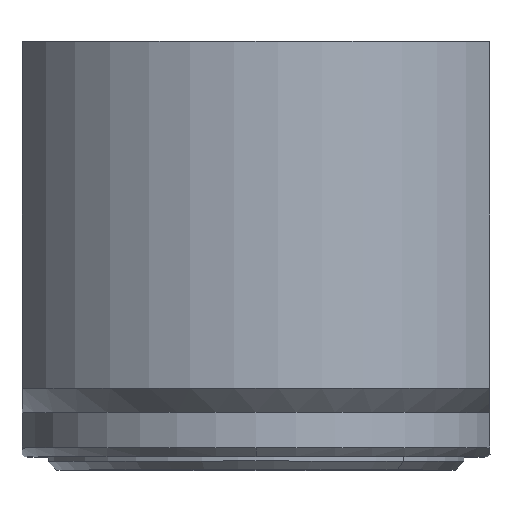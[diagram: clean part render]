
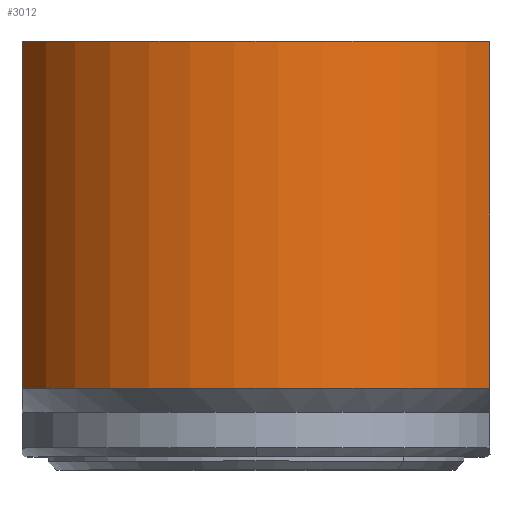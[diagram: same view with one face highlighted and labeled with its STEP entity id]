
A CAD part, top view. The second image highlights one B-rep face of the part: STEP entity #3012.
In plain terms, the highlighted cylindrical face has radius 6 mm (diameter 12 mm), a partial arc.
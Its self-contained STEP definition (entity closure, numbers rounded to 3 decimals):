
#135 = DIRECTION ( 'NONE',  ( 0., 1., 0. ) ) ;
#143 = DIRECTION ( 'NONE',  ( 0., -1., 0. ) ) ;
#146 = VECTOR ( 'NONE', #135, 1000. ) ;
#620 = CARTESIAN_POINT ( 'NONE',  ( -5.3, 7.8, 2.812 ) ) ;
#654 = CARTESIAN_POINT ( 'NONE',  ( 5.3, -12.05, 2.812 ) ) ;
#692 = LINE ( 'NONE', #1980, #146 ) ;
#702 = EDGE_LOOP ( 'NONE', ( #6868, #6684, #1473, #5226 ) ) ;
#904 = CARTESIAN_POINT ( 'NONE',  ( -5.3, -12.05, 2.812 ) ) ;
#1223 = LINE ( 'NONE', #620, #3165 ) ;
#1250 = VERTEX_POINT ( 'NONE', #4928 ) ;
#1458 = DIRECTION ( 'NONE',  ( 0., 1., 0. ) ) ;
#1473 = ORIENTED_EDGE ( 'NONE', *, *, #2672, .T. ) ;
#1744 = AXIS2_PLACEMENT_3D ( 'NONE', #6122, #6782, #3704 ) ;
#1980 = CARTESIAN_POINT ( 'NONE',  ( 5.3, 7.8, 2.812 ) ) ;
#2387 = DIRECTION ( 'NONE',  ( 0., 0., -1. ) ) ;
#2672 = EDGE_CURVE ( 'NONE', #5250, #2818, #7056, .T. ) ;
#2818 = VERTEX_POINT ( 'NONE', #654 ) ;
#3001 = VERTEX_POINT ( 'NONE', #5935 ) ;
#3012 = ADVANCED_FACE ( 'NONE', ( #7165 ), #4564, .T. ) ;
#3165 = VECTOR ( 'NONE', #143, 1000. ) ;
#3704 = DIRECTION ( 'NONE',  ( 0., 0., -1. ) ) ;
#3901 = EDGE_CURVE ( 'NONE', #2818, #3001, #692, .T. ) ;
#4207 = DIRECTION ( 'NONE',  ( 0., 0., -1. ) ) ;
#4527 = CARTESIAN_POINT ( 'NONE',  ( 0., 7.8, 0. ) ) ;
#4564 = CYLINDRICAL_SURFACE ( 'NONE', #7620, 6. ) ;
#4588 = AXIS2_PLACEMENT_3D ( 'NONE', #4807, #7284, #4207 ) ;
#4807 = CARTESIAN_POINT ( 'NONE',  ( 0., -12.05, 0. ) ) ;
#4928 = CARTESIAN_POINT ( 'NONE',  ( -5.3, -4.2, 2.812 ) ) ;
#5226 = ORIENTED_EDGE ( 'NONE', *, *, #3901, .T. ) ;
#5250 = VERTEX_POINT ( 'NONE', #904 ) ;
#5935 = CARTESIAN_POINT ( 'NONE',  ( 5.3, -4.2, 2.812 ) ) ;
#6122 = CARTESIAN_POINT ( 'NONE',  ( 0., -4.2, 0. ) ) ;
#6684 = ORIENTED_EDGE ( 'NONE', *, *, #7993, .T. ) ;
#6782 = DIRECTION ( 'NONE',  ( 0., 1., 0. ) ) ;
#6868 = ORIENTED_EDGE ( 'NONE', *, *, #7925, .F. ) ;
#7056 = CIRCLE ( 'NONE', #4588, 6. ) ;
#7165 = FACE_OUTER_BOUND ( 'NONE', #702, .T. ) ;
#7174 = CIRCLE ( 'NONE', #1744, 6. ) ;
#7284 = DIRECTION ( 'NONE',  ( 0., 1., 0. ) ) ;
#7620 = AXIS2_PLACEMENT_3D ( 'NONE', #4527, #1458, #2387 ) ;
#7925 = EDGE_CURVE ( 'NONE', #1250, #3001, #7174, .T. ) ;
#7993 = EDGE_CURVE ( 'NONE', #1250, #5250, #1223, .T. ) ;
